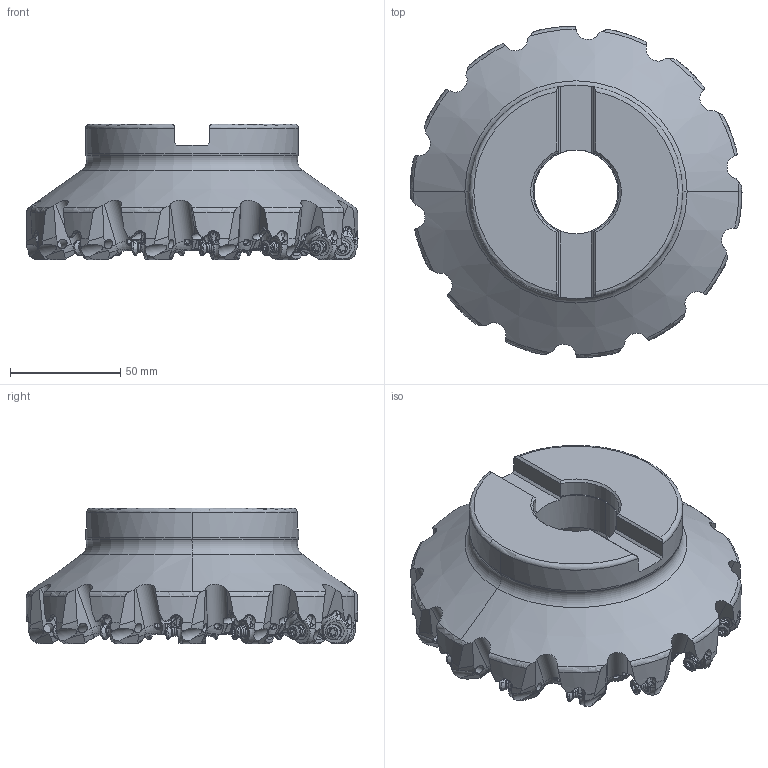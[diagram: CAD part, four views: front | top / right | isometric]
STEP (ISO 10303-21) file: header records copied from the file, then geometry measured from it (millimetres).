
FILE_DESCRIPTION(/* description */ (''),/* implementation_level */ '2;1');
FILE_NAME(/* name */ 'WWX400UR6_0014EA.stp',/* time_stamp */ '2020-04-21T17:34:00+09:00',/* author */ (''),/* organization */ (''),/* preprocessor_version */ 'ST-DEVELOPER v16',/* originating_system */ 'SIEMENS PLM Software NX 10.0',/* authorisation */ '');
FILE_SCHEMA (('AUTOMOTIVE_DESIGN { 1 0 10303 214 3 1 1 1 }'));
Products named in the file (1): WWX400UR6_0014EA_ASM
Bounding box: 150.8 x 150.59 x 61.71 mm (x, y, z)
Volume: 559228.2 mm3; surface area: 72608.1 mm2
Topology: 15 solids, 15 shells, 1766 faces, 5166 edges, 3333 vertices
Faces by surface type: cylinder 656, plane 398, bspline 224, sphere 196, torus 126, cone 96, extrusion 70
Entity records: 137619 total; most frequent: CARTESIAN_POINT 94497, ORIENTED_EDGE 10108, DIRECTION 7554, EDGE_CURVE 5054, VERTEX_POINT 3316, AXIS2_PLACEMENT_3D 3218, B_SPLINE_CURVE_WITH_KNOTS 2393, EDGE_LOOP 1822
